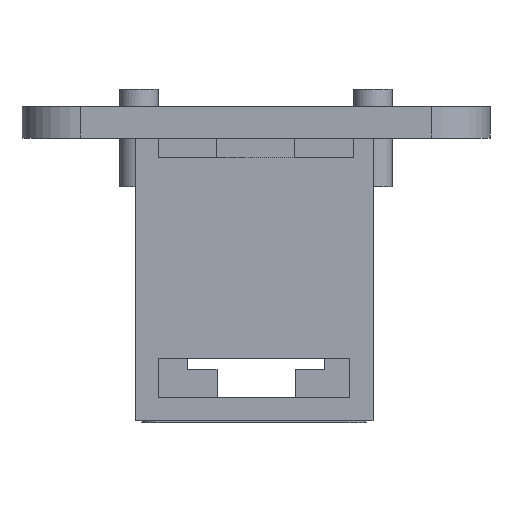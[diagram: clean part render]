
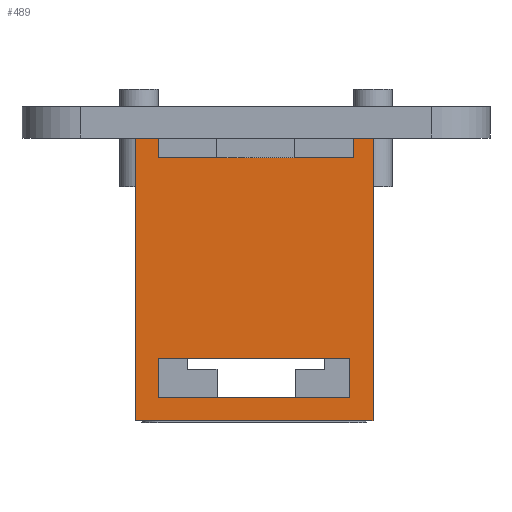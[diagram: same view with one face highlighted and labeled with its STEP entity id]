
A CAD part, left-side view. The second image highlights one B-rep face of the part: STEP entity #489.
In plain terms, the highlighted planar face has unit normal (-1, 0, 0).
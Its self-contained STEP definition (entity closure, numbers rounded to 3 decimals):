
#74 = CARTESIAN_POINT ( 'NONE',  ( 14.261, -4.907, 49.445 ) ) ;
#106 = ORIENTED_EDGE ( 'NONE', *, *, #8031, .F. ) ;
#140 = ORIENTED_EDGE ( 'NONE', *, *, #9217, .F. ) ;
#153 = DIRECTION ( 'NONE',  ( 0., 0., 1. ) ) ;
#305 = VECTOR ( 'NONE', #1414, 1000. ) ;
#359 = VERTEX_POINT ( 'NONE', #6829 ) ;
#414 = VECTOR ( 'NONE', #3111, 1000. ) ;
#448 = CARTESIAN_POINT ( 'NONE',  ( 14.261, 6.093, 36.145 ) ) ;
#456 = EDGE_CURVE ( 'NONE', #1240, #5856, #9192, .T. ) ;
#489 = ADVANCED_FACE ( 'NONE', ( #7274, #5148 ), #4461, .T. ) ;
#546 = ORIENTED_EDGE ( 'NONE', *, *, #7730, .F. ) ;
#682 = CARTESIAN_POINT ( 'NONE',  ( 14.261, -3.707, 36.145 ) ) ;
#807 = LINE ( 'NONE', #8485, #6287 ) ;
#818 = LINE ( 'NONE', #8719, #4614 ) ;
#948 = CARTESIAN_POINT ( 'NONE',  ( 14.261, -4.907, 34.945 ) ) ;
#1037 = DIRECTION ( 'NONE',  ( 0., -1., 0. ) ) ;
#1237 = ORIENTED_EDGE ( 'NONE', *, *, #7415, .F. ) ;
#1240 = VERTEX_POINT ( 'NONE', #6058 ) ;
#1365 = DIRECTION ( 'NONE',  ( 0., 0., -1. ) ) ;
#1369 = AXIS2_PLACEMENT_3D ( 'NONE', #3768, #8747, #4489 ) ;
#1377 = EDGE_CURVE ( 'NONE', #6256, #2490, #7569, .T. ) ;
#1401 = LINE ( 'NONE', #6044, #8750 ) ;
#1414 = DIRECTION ( 'NONE',  ( 0., 0., -1. ) ) ;
#1421 = ORIENTED_EDGE ( 'NONE', *, *, #456, .F. ) ;
#1478 = CARTESIAN_POINT ( 'NONE',  ( 14.261, 7.293, 49.445 ) ) ;
#1517 = ORIENTED_EDGE ( 'NONE', *, *, #5187, .F. ) ;
#1541 = ORIENTED_EDGE ( 'NONE', *, *, #7713, .F. ) ;
#1594 = VECTOR ( 'NONE', #4222, 1000. ) ;
#2175 = CARTESIAN_POINT ( 'NONE',  ( 14.261, 6.093, 36.145 ) ) ;
#2490 = VERTEX_POINT ( 'NONE', #5748 ) ;
#2600 = DIRECTION ( 'NONE',  ( 0., 1., 0. ) ) ;
#2810 = CARTESIAN_POINT ( 'NONE',  ( 14.261, 7.293, 34.945 ) ) ;
#2831 = CARTESIAN_POINT ( 'NONE',  ( 14.261, 6.093, 49.445 ) ) ;
#2849 = ORIENTED_EDGE ( 'NONE', *, *, #3272, .F. ) ;
#3111 = DIRECTION ( 'NONE',  ( 0., -1., 0. ) ) ;
#3251 = CARTESIAN_POINT ( 'NONE',  ( 14.261, 6.093, 38.145 ) ) ;
#3261 = VECTOR ( 'NONE', #2600, 1000. ) ;
#3272 = EDGE_CURVE ( 'NONE', #7139, #6713, #8732, .T. ) ;
#3433 = VERTEX_POINT ( 'NONE', #448 ) ;
#3592 = VERTEX_POINT ( 'NONE', #6113 ) ;
#3768 = CARTESIAN_POINT ( 'NONE',  ( 14.261, 7.293, 49.445 ) ) ;
#3862 = ORIENTED_EDGE ( 'NONE', *, *, #8551, .F. ) ;
#3925 = DIRECTION ( 'NONE',  ( 0., 0., 1. ) ) ;
#4015 = CARTESIAN_POINT ( 'NONE',  ( 14.261, -3.707, 38.145 ) ) ;
#4017 = EDGE_CURVE ( 'NONE', #8758, #7235, #807, .T. ) ;
#4072 = VECTOR ( 'NONE', #9257, 1000. ) ;
#4111 = CARTESIAN_POINT ( 'NONE',  ( 14.261, 7.293, 34.945 ) ) ;
#4201 = LINE ( 'NONE', #4572, #414 ) ;
#4222 = DIRECTION ( 'NONE',  ( 0., -1., 0. ) ) ;
#4252 = CARTESIAN_POINT ( 'NONE',  ( 14.261, 6.093, 48.445 ) ) ;
#4306 = LINE ( 'NONE', #2810, #4072 ) ;
#4461 = PLANE ( 'NONE',  #1369 ) ;
#4489 = DIRECTION ( 'NONE',  ( 0., 0., 1. ) ) ;
#4572 = CARTESIAN_POINT ( 'NONE',  ( 14.261, 7.293, 49.445 ) ) ;
#4607 = CARTESIAN_POINT ( 'NONE',  ( 14.261, 6.093, 48.445 ) ) ;
#4614 = VECTOR ( 'NONE', #153, 1000. ) ;
#4812 = ORIENTED_EDGE ( 'NONE', *, *, #7975, .T. ) ;
#5148 = FACE_OUTER_BOUND ( 'NONE', #5253, .T. ) ;
#5187 = EDGE_CURVE ( 'NONE', #3433, #8677, #5831, .T. ) ;
#5253 = EDGE_LOOP ( 'NONE', ( #546, #7803, #106, #140, #5570, #4812, #1421, #1541 ) ) ;
#5363 = VECTOR ( 'NONE', #6466, 1000. ) ;
#5399 = VECTOR ( 'NONE', #6560, 1000. ) ;
#5526 = VECTOR ( 'NONE', #7869, 1000. ) ;
#5570 = ORIENTED_EDGE ( 'NONE', *, *, #4017, .T. ) ;
#5668 = VECTOR ( 'NONE', #1037, 1000. ) ;
#5748 = CARTESIAN_POINT ( 'NONE',  ( 14.261, -3.907, 48.445 ) ) ;
#5763 = LINE ( 'NONE', #2175, #305 ) ;
#5831 = LINE ( 'NONE', #682, #1594 ) ;
#5856 = VERTEX_POINT ( 'NONE', #948 ) ;
#6044 = CARTESIAN_POINT ( 'NONE',  ( 14.261, -3.907, 48.445 ) ) ;
#6058 = CARTESIAN_POINT ( 'NONE',  ( 14.261, -4.907, 49.445 ) ) ;
#6088 = CARTESIAN_POINT ( 'NONE',  ( 14.261, 7.293, 49.445 ) ) ;
#6113 = CARTESIAN_POINT ( 'NONE',  ( 14.261, -3.907, 49.445 ) ) ;
#6256 = VERTEX_POINT ( 'NONE', #4252 ) ;
#6287 = VECTOR ( 'NONE', #1365, 1000. ) ;
#6466 = DIRECTION ( 'NONE',  ( 0., -1., 0. ) ) ;
#6560 = DIRECTION ( 'NONE',  ( 0., 0., -1. ) ) ;
#6713 = VERTEX_POINT ( 'NONE', #3251 ) ;
#6829 = CARTESIAN_POINT ( 'NONE',  ( 14.261, 6.093, 49.445 ) ) ;
#6850 = CARTESIAN_POINT ( 'NONE',  ( 14.261, -3.707, 38.145 ) ) ;
#7139 = VERTEX_POINT ( 'NONE', #4015 ) ;
#7235 = VERTEX_POINT ( 'NONE', #4111 ) ;
#7274 = FACE_BOUND ( 'NONE', #7371, .T. ) ;
#7371 = EDGE_LOOP ( 'NONE', ( #3862, #1517, #1237, #2849 ) ) ;
#7415 = EDGE_CURVE ( 'NONE', #6713, #3433, #5763, .T. ) ;
#7416 = LINE ( 'NONE', #2831, #5526 ) ;
#7491 = CARTESIAN_POINT ( 'NONE',  ( 14.261, -3.707, 36.145 ) ) ;
#7569 = LINE ( 'NONE', #4607, #5668 ) ;
#7713 = EDGE_CURVE ( 'NONE', #3592, #1240, #4201, .T. ) ;
#7730 = EDGE_CURVE ( 'NONE', #2490, #3592, #1401, .T. ) ;
#7803 = ORIENTED_EDGE ( 'NONE', *, *, #1377, .F. ) ;
#7869 = DIRECTION ( 'NONE',  ( 0., 0., -1. ) ) ;
#7975 = EDGE_CURVE ( 'NONE', #7235, #5856, #4306, .T. ) ;
#8031 = EDGE_CURVE ( 'NONE', #359, #6256, #7416, .T. ) ;
#8485 = CARTESIAN_POINT ( 'NONE',  ( 14.261, 7.293, 49.445 ) ) ;
#8551 = EDGE_CURVE ( 'NONE', #8677, #7139, #818, .T. ) ;
#8677 = VERTEX_POINT ( 'NONE', #7491 ) ;
#8719 = CARTESIAN_POINT ( 'NONE',  ( 14.261, -3.707, 36.145 ) ) ;
#8732 = LINE ( 'NONE', #6850, #3261 ) ;
#8747 = DIRECTION ( 'NONE',  ( -1., 0., 0. ) ) ;
#8750 = VECTOR ( 'NONE', #3925, 1000. ) ;
#8758 = VERTEX_POINT ( 'NONE', #6088 ) ;
#9161 = LINE ( 'NONE', #1478, #5363 ) ;
#9192 = LINE ( 'NONE', #74, #5399 ) ;
#9217 = EDGE_CURVE ( 'NONE', #8758, #359, #9161, .T. ) ;
#9257 = DIRECTION ( 'NONE',  ( 0., -1., 0. ) ) ;
